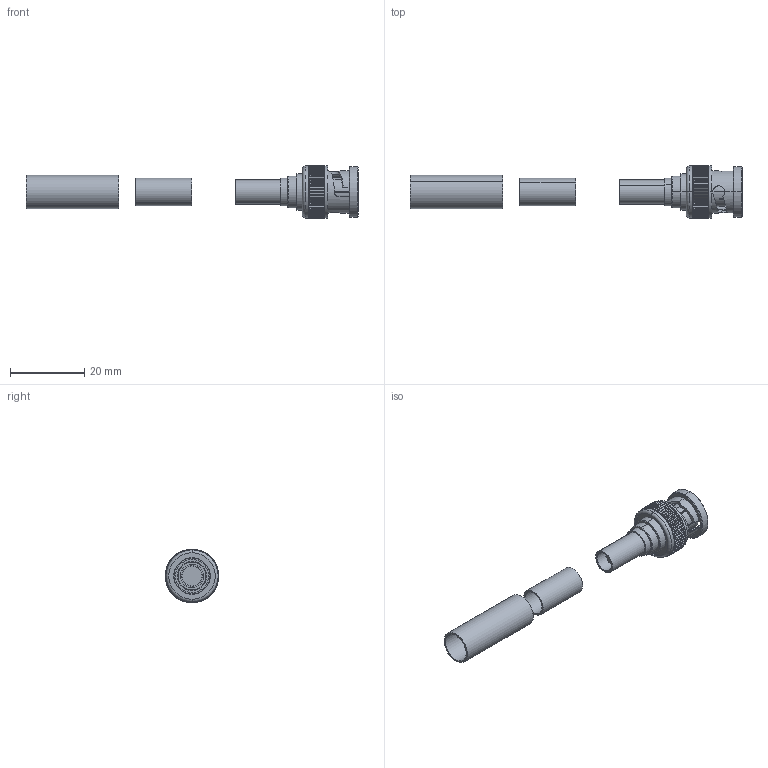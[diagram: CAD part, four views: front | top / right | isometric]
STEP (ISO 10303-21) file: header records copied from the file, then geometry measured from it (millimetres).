
FILE_DESCRIPTION (( 'STEP AP203' ), '1' );
FILE_NAME ('BNC-PW-3.STEP', '2025-03-10T01:45:39', ( '' ), ( '' ), 'SwSTEP 2.0', 'SolidWorks 2022', '' );
FILE_SCHEMA (( 'CONFIG_CONTROL_DESIGN' ));
Length unit declared in the file: millimetre
Products named in the file (1): BNC-PW-3
Bounding box: 89.25 x 14.44 x 14.44 mm (x, y, z)
Volume: 2657.1 mm3; surface area: 4311.9 mm2
Topology: 3 solids, 5 shells, 549 faces, 1326 edges, 796 vertices
Faces by surface type: plane 279, torus 127, cylinder 118, cone 25
Entity records: 16840 total; most frequent: CARTESIAN_POINT 4132, DIRECTION 2679, ORIENTED_EDGE 2652, EDGE_CURVE 1326, AXIS2_PLACEMENT_3D 1067, VERTEX_POINT 796, EDGE_LOOP 570, ADVANCED_FACE 549
